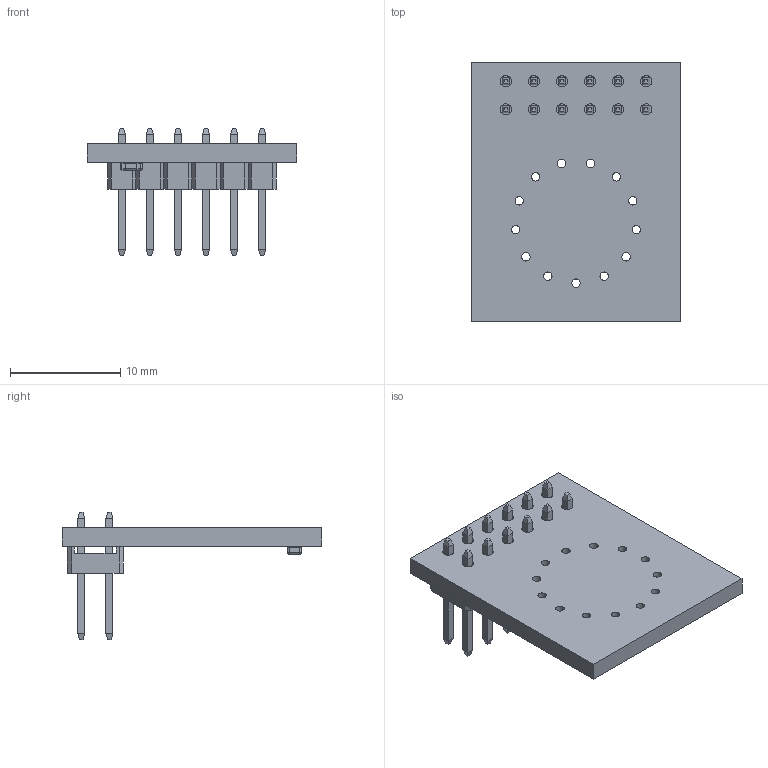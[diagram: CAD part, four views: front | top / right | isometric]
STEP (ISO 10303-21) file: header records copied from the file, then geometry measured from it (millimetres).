
FILE_DESCRIPTION(('Open CASCADE Model'),'2;1');
FILE_NAME('Open CASCADE Shape Model','2018-05-28T13:49:54',('Author'),( 'Open CASCADE'),'Open CASCADE STEP processor 6.8','Open CASCADE 6.8' ,'Unknown');
FILE_SCHEMA(('AUTOMOTIVE_DESIGN { 1 0 10303 214 1 1 1 1 }'));
Length unit declared in the file: millimetre
Products named in the file (6): PCB; Board; J1; Header_male_6x2_2,54; R1; SW3dPS-0805_SMD_Resistor
Assembly tree (7 placements, depth 3):
  PCB
    Board
    J1
      Header_male_6x2_2,54  x3
    R1
      SW3dPS-0805_SMD_Resistor
Bounding box: 19 x 23.5 x 11.5 mm (x, y, z)
Volume: 905.9 mm3; surface area: 1717.8 mm2
Topology: 5 solids, 5 shells, 397 faces, 943 edges, 578 vertices
Faces by surface type: plane 309, cylinder 45, bspline 35, sphere 8
Full cylindrical faces by diameter (mm): 0.762 x13, 1.02 x12
Entity records: 9508 total; most frequent: CARTESIAN_POINT 3277, ORIENTED_EDGE 1014, DIRECTION 891, EDGE_CURVE 507, LINE 355, VECTOR 355, VERTEX_POINT 314, FACE_BOUND 277
